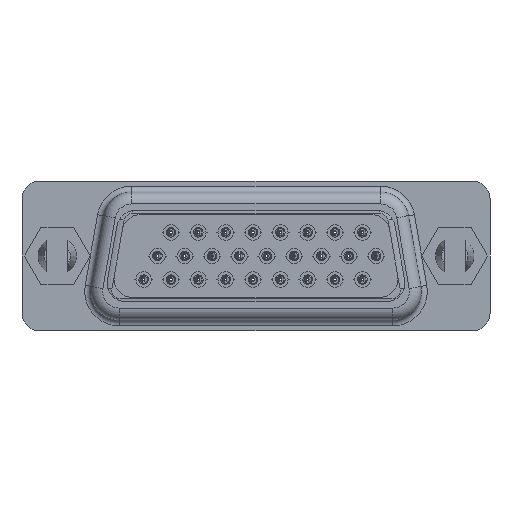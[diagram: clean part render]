
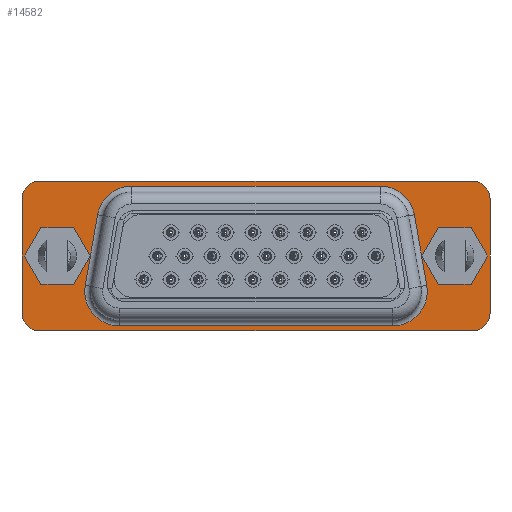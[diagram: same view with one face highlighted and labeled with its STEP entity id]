
A CAD part, front view. The second image highlights one B-rep face of the part: STEP entity #14582.
In plain terms, the highlighted face is planar.
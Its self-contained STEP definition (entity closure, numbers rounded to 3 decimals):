
#13545=CARTESIAN_POINT('',(-16.65,0.,0.));
#13546=DIRECTION('',(0.,1.,0.));
#13547=DIRECTION('',(1.,0.,0.));
#13548=AXIS2_PLACEMENT_3D('',#13545,#13546,#13547);
#13550=CARTESIAN_POINT('',(-16.65,0.,0.));
#13551=DIRECTION('',(0.,1.,0.));
#13552=DIRECTION('',(-1.,0.,0.));
#13553=AXIS2_PLACEMENT_3D('',#13550,#13551,#13552);
#13555=CARTESIAN_POINT('',(16.65,0.,0.));
#13556=DIRECTION('',(0.,1.,0.));
#13557=DIRECTION('',(1.,0.,0.));
#13558=AXIS2_PLACEMENT_3D('',#13555,#13556,#13557);
#13560=CARTESIAN_POINT('',(16.65,0.,0.));
#13561=DIRECTION('',(0.,1.,0.));
#13562=DIRECTION('',(-1.,0.,0.));
#13563=AXIS2_PLACEMENT_3D('',#13560,#13561,#13562);
#13565=DIRECTION('',(0.174,0.,-0.985));
#13566=VECTOR('',#13565,6.011);
#13567=CARTESIAN_POINT('',(13.262,0.,3.464));
#13568=LINE('',#13567,#13566);
#13569=CARTESIAN_POINT('',(11.45,0.,-2.96));
#13570=DIRECTION('',(0.,1.,0.));
#13571=DIRECTION('',(0.985,0.,0.174));
#13572=AXIS2_PLACEMENT_3D('',#13569,#13570,#13571);
#13574=DIRECTION('',(-1.,0.,0.));
#13575=VECTOR('',#13574,22.9);
#13576=CARTESIAN_POINT('',(11.45,0.,-5.86));
#13577=LINE('',#13576,#13575);
#13578=CARTESIAN_POINT('',(-11.45,0.,-2.96));
#13579=DIRECTION('',(0.,1.,0.));
#13580=DIRECTION('',(0.,0.,-1.));
#13581=AXIS2_PLACEMENT_3D('',#13578,#13579,#13580);
#13583=DIRECTION('',(0.174,0.,0.985));
#13584=VECTOR('',#13583,6.011);
#13585=CARTESIAN_POINT('',(-14.306,0.,-2.456));
#13586=LINE('',#13585,#13584);
#13587=CARTESIAN_POINT('',(-10.406,0.,2.96));
#13588=DIRECTION('',(0.,1.,0.));
#13589=DIRECTION('',(-0.985,0.,0.174));
#13590=AXIS2_PLACEMENT_3D('',#13587,#13588,#13589);
#13592=DIRECTION('',(1.,0.,0.));
#13593=VECTOR('',#13592,20.812);
#13594=CARTESIAN_POINT('',(-10.406,0.,5.86));
#13595=LINE('',#13594,#13593);
#13596=CARTESIAN_POINT('',(10.406,0.,2.96));
#13597=DIRECTION('',(0.,1.,0.));
#13598=DIRECTION('',(0.,0.,1.));
#13599=AXIS2_PLACEMENT_3D('',#13596,#13597,#13598);
#13601=CARTESIAN_POINT('',(18.1,0.,-4.775));
#13602=DIRECTION('',(0.,1.,0.));
#13603=DIRECTION('',(1.,0.,0.));
#13604=AXIS2_PLACEMENT_3D('',#13601,#13602,#13603);
#13606=DIRECTION('',(0.,0.,-1.));
#13607=VECTOR('',#13606,9.55);
#13608=CARTESIAN_POINT('',(19.6,0.,4.775));
#13609=LINE('',#13608,#13607);
#13610=CARTESIAN_POINT('',(18.1,0.,4.775));
#13611=DIRECTION('',(0.,1.,0.));
#13612=DIRECTION('',(0.,0.,1.));
#13613=AXIS2_PLACEMENT_3D('',#13610,#13611,#13612);
#13615=DIRECTION('',(1.,0.,0.));
#13616=VECTOR('',#13615,36.2);
#13617=CARTESIAN_POINT('',(-18.1,0.,6.275));
#13618=LINE('',#13617,#13616);
#13619=CARTESIAN_POINT('',(-18.1,0.,4.775));
#13620=DIRECTION('',(0.,1.,0.));
#13621=DIRECTION('',(-1.,0.,0.));
#13622=AXIS2_PLACEMENT_3D('',#13619,#13620,#13621);
#13624=DIRECTION('',(0.,0.,1.));
#13625=VECTOR('',#13624,9.55);
#13626=CARTESIAN_POINT('',(-19.6,0.,-4.775));
#13627=LINE('',#13626,#13625);
#13628=CARTESIAN_POINT('',(-18.1,0.,-4.775));
#13629=DIRECTION('',(0.,1.,0.));
#13630=DIRECTION('',(0.,0.,-1.));
#13631=AXIS2_PLACEMENT_3D('',#13628,#13629,#13630);
#13633=DIRECTION('',(-1.,0.,0.));
#13634=VECTOR('',#13633,36.2);
#13635=CARTESIAN_POINT('',(18.1,0.,-6.275));
#13636=LINE('',#13635,#13634);
#14321=CARTESIAN_POINT('',(-14.65,0.,0.));
#14322=CARTESIAN_POINT('',(-18.65,0.,0.));
#14323=VERTEX_POINT('',#14321);
#14324=VERTEX_POINT('',#14322);
#14325=CARTESIAN_POINT('',(18.65,0.,0.));
#14326=CARTESIAN_POINT('',(14.65,0.,0.));
#14327=VERTEX_POINT('',#14325);
#14328=VERTEX_POINT('',#14326);
#14329=CARTESIAN_POINT('',(13.262,0.,3.464));
#14330=CARTESIAN_POINT('',(14.306,0.,-2.456));
#14331=VERTEX_POINT('',#14329);
#14332=VERTEX_POINT('',#14330);
#14337=CARTESIAN_POINT('',(11.45,0.,-5.86));
#14338=VERTEX_POINT('',#14337);
#14341=CARTESIAN_POINT('',(-11.45,0.,-5.86));
#14342=VERTEX_POINT('',#14341);
#14345=CARTESIAN_POINT('',(-14.306,0.,
-2.456));
#14346=VERTEX_POINT('',#14345);
#14349=CARTESIAN_POINT('',(-13.262,0.,3.464));
#14350=VERTEX_POINT('',#14349);
#14353=CARTESIAN_POINT('',(-10.406,0.,
5.86));
#14354=VERTEX_POINT('',#14353);
#14357=CARTESIAN_POINT('',(10.406,0.,5.86));
#14358=VERTEX_POINT('',#14357);
#14497=CARTESIAN_POINT('',(19.6,0.,-4.775));
#14498=CARTESIAN_POINT('',(18.1,0.,-6.275));
#14499=VERTEX_POINT('',#14497);
#14500=VERTEX_POINT('',#14498);
#14505=CARTESIAN_POINT('',(18.1,0.,6.275));
#14506=CARTESIAN_POINT('',(19.6,0.,4.775));
#14507=VERTEX_POINT('',#14505);
#14508=VERTEX_POINT('',#14506);
#14513=CARTESIAN_POINT('',(-19.6,0.,4.775));
#14514=CARTESIAN_POINT('',(-18.1,0.,6.275));
#14515=VERTEX_POINT('',#14513);
#14516=VERTEX_POINT('',#14514);
#14521=CARTESIAN_POINT('',(-18.1,0.,-6.275));
#14522=CARTESIAN_POINT('',(-19.6,0.,-4.775));
#14523=VERTEX_POINT('',#14521);
#14524=VERTEX_POINT('',#14522);
#14529=CARTESIAN_POINT('',(0.,0.,0.));
#14530=DIRECTION('',(0.,1.,0.));
#14531=DIRECTION('',(1.,0.,0.));
#14532=AXIS2_PLACEMENT_3D('',#14529,#14530,#14531);
#14533=PLANE('',#14532);
#14535=ORIENTED_EDGE('',*,*,#14534,.F.);
#14537=ORIENTED_EDGE('',*,*,#14536,.F.);
#14539=ORIENTED_EDGE('',*,*,#14538,.F.);
#14541=ORIENTED_EDGE('',*,*,#14540,.F.);
#14543=ORIENTED_EDGE('',*,*,#14542,.F.);
#14545=ORIENTED_EDGE('',*,*,#14544,.F.);
#14547=ORIENTED_EDGE('',*,*,#14546,.F.);
#14549=ORIENTED_EDGE('',*,*,#14548,.F.);
#14550=EDGE_LOOP('',(#14535,#14537,#14539,#14541,#14543,#14545,#14547,#14549));
#14551=FACE_OUTER_BOUND('',#14550,.F.);
#14553=ORIENTED_EDGE('',*,*,#14552,.T.);
#14555=ORIENTED_EDGE('',*,*,#14554,.T.);
#14556=EDGE_LOOP('',(#14553,#14555));
#14557=FACE_BOUND('',#14556,.F.);
#14559=ORIENTED_EDGE('',*,*,#14558,.T.);
#14561=ORIENTED_EDGE('',*,*,#14560,.T.);
#14563=ORIENTED_EDGE('',*,*,#14562,.T.);
#14565=ORIENTED_EDGE('',*,*,#14564,.T.);
#14567=ORIENTED_EDGE('',*,*,#14566,.T.);
#14569=ORIENTED_EDGE('',*,*,#14568,.T.);
#14571=ORIENTED_EDGE('',*,*,#14570,.T.);
#14573=ORIENTED_EDGE('',*,*,#14572,.T.);
#14574=EDGE_LOOP('',(#14559,#14561,#14563,#14565,#14567,#14569,#14571,#14573));
#14575=FACE_BOUND('',#14574,.F.);
#14577=ORIENTED_EDGE('',*,*,#14576,.T.);
#14579=ORIENTED_EDGE('',*,*,#14578,.T.);
#14580=EDGE_LOOP('',(#14577,#14579));
#14581=FACE_BOUND('',#14580,.F.);
#13549=CIRCLE('',#13548,2.);
#13554=CIRCLE('',#13553,2.);
#13559=CIRCLE('',#13558,2.);
#13564=CIRCLE('',#13563,2.);
#13573=CIRCLE('',#13572,2.9);
#13582=CIRCLE('',#13581,2.9);
#13591=CIRCLE('',#13590,2.9);
#13600=CIRCLE('',#13599,2.9);
#13605=CIRCLE('',#13604,1.5);
#13614=CIRCLE('',#13613,1.5);
#13623=CIRCLE('',#13622,1.5);
#13632=CIRCLE('',#13631,1.5);
#14534=EDGE_CURVE('',#14499,#14500,#13605,.T.);
#14536=EDGE_CURVE('',#14508,#14499,#13609,.T.);
#14538=EDGE_CURVE('',#14507,#14508,#13614,.T.);
#14540=EDGE_CURVE('',#14516,#14507,#13618,.T.);
#14542=EDGE_CURVE('',#14515,#14516,#13623,.T.);
#14544=EDGE_CURVE('',#14524,#14515,#13627,.T.);
#14546=EDGE_CURVE('',#14523,#14524,#13632,.T.);
#14548=EDGE_CURVE('',#14500,#14523,#13636,.T.);
#14552=EDGE_CURVE('',#14327,#14328,#13559,.T.);
#14554=EDGE_CURVE('',#14328,#14327,#13564,.T.);
#14558=EDGE_CURVE('',#14331,#14332,#13568,.T.);
#14560=EDGE_CURVE('',#14332,#14338,#13573,.T.);
#14562=EDGE_CURVE('',#14338,#14342,#13577,.T.);
#14564=EDGE_CURVE('',#14342,#14346,#13582,.T.);
#14566=EDGE_CURVE('',#14346,#14350,#13586,.T.);
#14568=EDGE_CURVE('',#14350,#14354,#13591,.T.);
#14570=EDGE_CURVE('',#14354,#14358,#13595,.T.);
#14572=EDGE_CURVE('',#14358,#14331,#13600,.T.);
#14576=EDGE_CURVE('',#14323,#14324,#13549,.T.);
#14578=EDGE_CURVE('',#14324,#14323,#13554,.T.);
#14582=ADVANCED_FACE('',(#14551,#14557,#14575,#14581),#14533,.T.);
